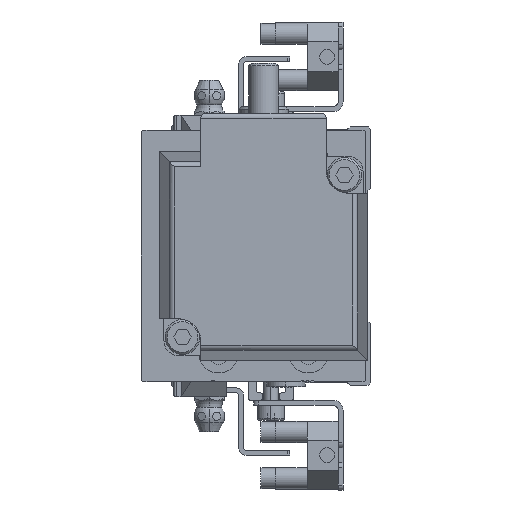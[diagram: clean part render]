
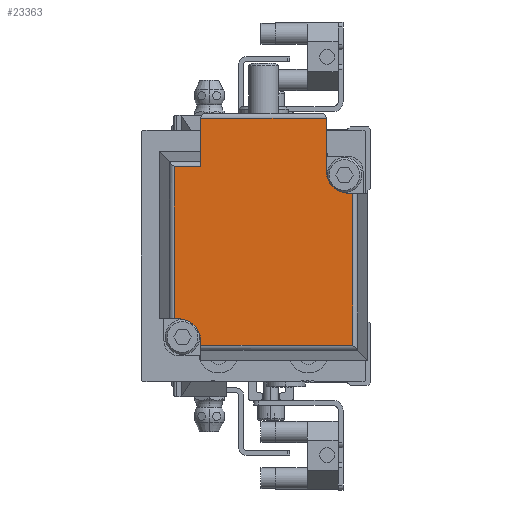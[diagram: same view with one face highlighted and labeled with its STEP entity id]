
A CAD part, left-side view. The second image highlights one B-rep face of the part: STEP entity #23363.
In plain terms, the highlighted face is planar.
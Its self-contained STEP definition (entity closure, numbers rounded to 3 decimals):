
#526 = CARTESIAN_POINT ( 'NONE',  ( 12.6, 82.4, 17.929 ) ) ;
#742 = EDGE_LOOP ( 'NONE', ( #10488, #28829, #23889, #18018, #5787, #11676, #16870, #5726, #30150, #29616, #1067, #14606 ) ) ;
#865 = DIRECTION ( 'NONE',  ( 0., 0., -1. ) ) ;
#1067 = ORIENTED_EDGE ( 'NONE', *, *, #5320, .F. ) ;
#1311 = VERTEX_POINT ( 'NONE', #30453 ) ;
#1921 = CARTESIAN_POINT ( 'NONE',  ( -12.6, 82.4, -17.1 ) ) ;
#2520 = CARTESIAN_POINT ( 'NONE',  ( 27.7, 82.4, -12.6 ) ) ;
#2654 = EDGE_CURVE ( 'NONE', #39375, #12862, #19482, .T. ) ;
#3016 = CARTESIAN_POINT ( 'NONE',  ( 17.1, 82.4, 12.6 ) ) ;
#3737 = EDGE_CURVE ( 'NONE', #20674, #20484, #39015, .T. ) ;
#5157 = DIRECTION ( 'NONE',  ( -1., 0., 0. ) ) ;
#5320 = EDGE_CURVE ( 'NONE', #20674, #30080, #37040, .T. ) ;
#5413 = CARTESIAN_POINT ( 'NONE',  ( 17.929, 82.4, -12.6 ) ) ;
#5726 = ORIENTED_EDGE ( 'NONE', *, *, #40496, .F. ) ;
#5787 = ORIENTED_EDGE ( 'NONE', *, *, #41126, .T. ) ;
#6032 = VECTOR ( 'NONE', #5157, 1000. ) ;
#6203 = EDGE_CURVE ( 'NONE', #7205, #1311, #12148, .T. ) ;
#6288 = EDGE_CURVE ( 'NONE', #19932, #20484, #24098, .T. ) ;
#6688 = VECTOR ( 'NONE', #6909, 1000. ) ;
#6705 = VECTOR ( 'NONE', #9138, 1000. ) ;
#6909 = DIRECTION ( 'NONE',  ( -1., 0., 0. ) ) ;
#7205 = VERTEX_POINT ( 'NONE', #39041 ) ;
#7441 = LINE ( 'NONE', #16872, #14335 ) ;
#8840 = VECTOR ( 'NONE', #28786, 1000. ) ;
#9138 = DIRECTION ( 'NONE',  ( 0., 0., -1. ) ) ;
#9481 = LINE ( 'NONE', #10091, #14366 ) ;
#10091 = CARTESIAN_POINT ( 'NONE',  ( 17.929, 82.4, 12.6 ) ) ;
#10488 = ORIENTED_EDGE ( 'NONE', *, *, #6288, .F. ) ;
#11364 = FACE_OUTER_BOUND ( 'NONE', #742, .T. ) ;
#11558 = EDGE_CURVE ( 'NONE', #21760, #36186, #11690, .T. ) ;
#11676 = ORIENTED_EDGE ( 'NONE', *, *, #2654, .T. ) ;
#11690 = LINE ( 'NONE', #5413, #38254 ) ;
#12148 = LINE ( 'NONE', #2520, #25430 ) ;
#12862 = VERTEX_POINT ( 'NONE', #22927 ) ;
#13829 = CARTESIAN_POINT ( 'NONE',  ( 12.6, 82.4, 25. ) ) ;
#14335 = VECTOR ( 'NONE', #29655, 1000. ) ;
#14366 = VECTOR ( 'NONE', #16596, 1000. ) ;
#14401 = CARTESIAN_POINT ( 'NONE',  ( 12.6, 82.4, 17.1 ) ) ;
#14436 = EDGE_CURVE ( 'NONE', #19932, #15067, #9481, .T. ) ;
#14606 = ORIENTED_EDGE ( 'NONE', *, *, #3737, .T. ) ;
#15067 = VERTEX_POINT ( 'NONE', #40642 ) ;
#15298 = DIRECTION ( 'NONE',  ( -1., 0., 0. ) ) ;
#15582 = AXIS2_PLACEMENT_3D ( 'NONE', #27020, #26797, #33537 ) ;
#16000 = CARTESIAN_POINT ( 'NONE',  ( -12.6, 82.4, 25. ) ) ;
#16596 = DIRECTION ( 'NONE',  ( 1., 0., 0. ) ) ;
#16870 = ORIENTED_EDGE ( 'NONE', *, *, #37840, .T. ) ;
#16872 = CARTESIAN_POINT ( 'NONE',  ( -17.929, 82.4, 25. ) ) ;
#16975 = VECTOR ( 'NONE', #37860, 1000. ) ;
#17874 = PLANE ( 'NONE',  #24634 ) ;
#18018 = ORIENTED_EDGE ( 'NONE', *, *, #6203, .T. ) ;
#18157 = CARTESIAN_POINT ( 'NONE',  ( 17.929, 82.4, 25. ) ) ;
#18196 = DIRECTION ( 'NONE',  ( -1., 0., 0. ) ) ;
#18367 = LINE ( 'NONE', #18157, #16975 ) ;
#19074 = DIRECTION ( 'NONE',  ( 0., 0., -1. ) ) ;
#19482 = LINE ( 'NONE', #36045, #6688 ) ;
#19932 = VERTEX_POINT ( 'NONE', #3016 ) ;
#20484 = VERTEX_POINT ( 'NONE', #14401 ) ;
#20674 = VERTEX_POINT ( 'NONE', #526 ) ;
#21428 = DIRECTION ( 'NONE',  ( 0., 0., -1. ) ) ;
#21760 = VERTEX_POINT ( 'NONE', #39524 ) ;
#22927 = CARTESIAN_POINT ( 'NONE',  ( -12.6, 82.4, -17.929 ) ) ;
#23032 = CARTESIAN_POINT ( 'NONE',  ( 17.1, 82.4, 17.1 ) ) ;
#23363 = ADVANCED_FACE ( 'NONE', ( #11364 ), #17874, .F. ) ;
#23628 = CIRCLE ( 'NONE', #15582, 4.5 ) ;
#23855 = CARTESIAN_POINT ( 'NONE',  ( 17.929, 82.4, -17.929 ) ) ;
#23889 = ORIENTED_EDGE ( 'NONE', *, *, #26218, .T. ) ;
#24098 = CIRCLE ( 'NONE', #30828, 4.5 ) ;
#24634 = AXIS2_PLACEMENT_3D ( 'NONE', #30661, #37183, #21428 ) ;
#25430 = VECTOR ( 'NONE', #15298, 1000. ) ;
#26218 = EDGE_CURVE ( 'NONE', #15067, #7205, #37664, .T. ) ;
#26797 = DIRECTION ( 'NONE',  ( 0., 1., 0. ) ) ;
#27020 = CARTESIAN_POINT ( 'NONE',  ( -17.1, 82.4, -17.1 ) ) ;
#28112 = VERTEX_POINT ( 'NONE', #1921 ) ;
#28607 = CARTESIAN_POINT ( 'NONE',  ( 27.7, 82.4, 12.6 ) ) ;
#28786 = DIRECTION ( 'NONE',  ( 0., 0., 1. ) ) ;
#28829 = ORIENTED_EDGE ( 'NONE', *, *, #14436, .T. ) ;
#28992 = CARTESIAN_POINT ( 'NONE',  ( -17.929, 82.4, 17.929 ) ) ;
#29616 = ORIENTED_EDGE ( 'NONE', *, *, #41343, .F. ) ;
#29655 = DIRECTION ( 'NONE',  ( 0., 0., -1. ) ) ;
#30080 = VERTEX_POINT ( 'NONE', #28992 ) ;
#30150 = ORIENTED_EDGE ( 'NONE', *, *, #11558, .T. ) ;
#30453 = CARTESIAN_POINT ( 'NONE',  ( 17.929, 82.4, -12.6 ) ) ;
#30661 = CARTESIAN_POINT ( 'NONE',  ( 17.929, 82.4, 25. ) ) ;
#30756 = CARTESIAN_POINT ( 'NONE',  ( -17.929, 82.4, -12.6 ) ) ;
#30828 = AXIS2_PLACEMENT_3D ( 'NONE', #23032, #35641, #19074 ) ;
#30936 = VECTOR ( 'NONE', #865, 1000. ) ;
#31946 = LINE ( 'NONE', #16000, #8840 ) ;
#33537 = DIRECTION ( 'NONE',  ( 0., 0., -1. ) ) ;
#33892 = CARTESIAN_POINT ( 'NONE',  ( 25., 82.4, 17.929 ) ) ;
#35641 = DIRECTION ( 'NONE',  ( 0., 1., 0. ) ) ;
#36045 = CARTESIAN_POINT ( 'NONE',  ( 25., 82.4, -17.929 ) ) ;
#36186 = VERTEX_POINT ( 'NONE', #30756 ) ;
#37040 = LINE ( 'NONE', #33892, #6032 ) ;
#37183 = DIRECTION ( 'NONE',  ( 0., -1., 0. ) ) ;
#37664 = LINE ( 'NONE', #28607, #6705 ) ;
#37840 = EDGE_CURVE ( 'NONE', #12862, #28112, #31946, .T. ) ;
#37860 = DIRECTION ( 'NONE',  ( 0., 0., -1. ) ) ;
#38254 = VECTOR ( 'NONE', #18196, 1000. ) ;
#39015 = LINE ( 'NONE', #13829, #30936 ) ;
#39041 = CARTESIAN_POINT ( 'NONE',  ( 27.7, 82.4, -12.6 ) ) ;
#39375 = VERTEX_POINT ( 'NONE', #23855 ) ;
#39524 = CARTESIAN_POINT ( 'NONE',  ( -17.1, 82.4, -12.6 ) ) ;
#40496 = EDGE_CURVE ( 'NONE', #21760, #28112, #23628, .T. ) ;
#40642 = CARTESIAN_POINT ( 'NONE',  ( 27.7, 82.4, 12.6 ) ) ;
#41126 = EDGE_CURVE ( 'NONE', #1311, #39375, #18367, .T. ) ;
#41343 = EDGE_CURVE ( 'NONE', #30080, #36186, #7441, .T. ) ;
